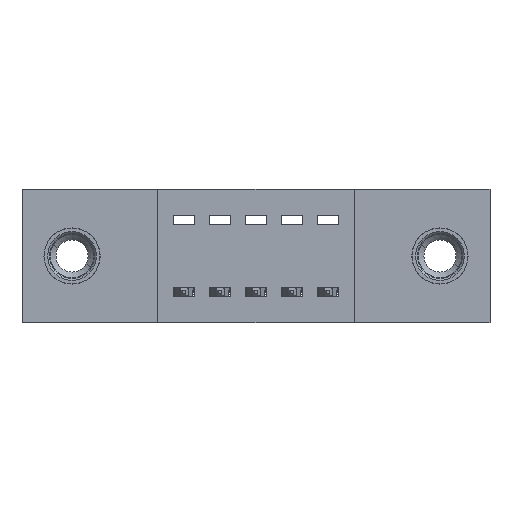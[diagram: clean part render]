
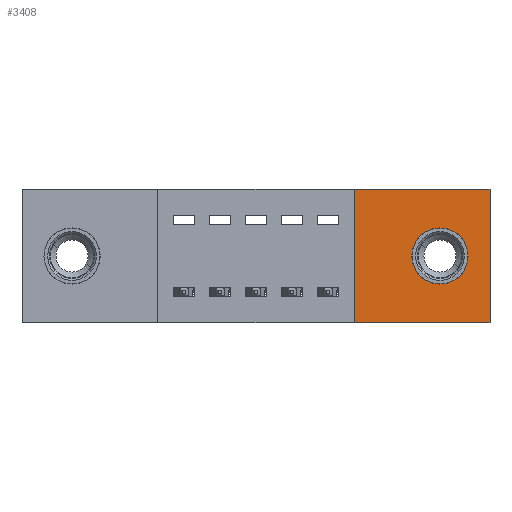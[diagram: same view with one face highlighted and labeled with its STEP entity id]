
A CAD part, front view. The second image highlights one B-rep face of the part: STEP entity #3408.
In plain terms, the highlighted planar face has unit normal (0, -1, 0).
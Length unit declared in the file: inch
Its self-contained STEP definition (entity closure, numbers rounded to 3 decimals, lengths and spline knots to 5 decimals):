
#6 = CARTESIAN_POINT ( 'NONE',  ( 1.161, 0., -0.263 ) ) ;
#33 = EDGE_LOOP ( 'NONE', ( #6891, #295 ) ) ;
#243 = VECTOR ( 'NONE', #2371, 39.37008 ) ;
#295 = ORIENTED_EDGE ( 'NONE', *, *, #6712, .T. ) ;
#321 = VECTOR ( 'NONE', #6561, 39.37008 ) ;
#387 = CIRCLE ( 'NONE', #8770, 0.078 ) ;
#649 = CARTESIAN_POINT ( 'NONE',  ( 0.923, 0., -0.37 ) ) ;
#732 = VECTOR ( 'NONE', #778, 39.37008 ) ;
#778 = DIRECTION ( 'NONE',  ( -1., 0., 0. ) ) ;
#861 = CARTESIAN_POINT ( 'NONE',  ( 0., 0., -0.37 ) ) ;
#1320 = ORIENTED_EDGE ( 'NONE', *, *, #2534, .F. ) ;
#1515 = CIRCLE ( 'NONE', #4626, 0.078 ) ;
#1908 = LINE ( 'NONE', #3757, #243 ) ;
#1983 = EDGE_CURVE ( 'NONE', #2159, #3437, #7886, .T. ) ;
#2159 = VERTEX_POINT ( 'NONE', #5411 ) ;
#2371 = DIRECTION ( 'NONE',  ( 0., 0., -1. ) ) ;
#2392 = EDGE_CURVE ( 'NONE', #8856, #6164, #387, .T. ) ;
#2534 = EDGE_CURVE ( 'NONE', #6680, #7582, #2581, .T. ) ;
#2541 = DIRECTION ( 'NONE',  ( 0., 0., -1. ) ) ;
#2559 = ORIENTED_EDGE ( 'NONE', *, *, #1983, .F. ) ;
#2574 = DIRECTION ( 'NONE',  ( 0., -1., 0. ) ) ;
#2581 = LINE ( 'NONE', #7260, #6492 ) ;
#2689 = PLANE ( 'NONE',  #5888 ) ;
#2760 = DIRECTION ( 'NONE',  ( 0., 1., 0. ) ) ;
#3337 = EDGE_LOOP ( 'NONE', ( #8798, #2559, #8805, #1320 ) ) ;
#3408 = ADVANCED_FACE ( 'NONE', ( #3458, #8660 ), #2689, .T. ) ;
#3437 = VERTEX_POINT ( 'NONE', #649 ) ;
#3458 = FACE_BOUND ( 'NONE', #33, .T. ) ;
#3757 = CARTESIAN_POINT ( 'NONE',  ( 1.3, 0., 0. ) ) ;
#3843 = LINE ( 'NONE', #6592, #321 ) ;
#4306 = CARTESIAN_POINT ( 'NONE',  ( 0., 0., -0.37 ) ) ;
#4468 = EDGE_CURVE ( 'NONE', #7582, #2159, #1908, .T. ) ;
#4626 = AXIS2_PLACEMENT_3D ( 'NONE', #6929, #2760, #7608 ) ;
#5411 = CARTESIAN_POINT ( 'NONE',  ( 1.3, 0., -0.37 ) ) ;
#5505 = CARTESIAN_POINT ( 'NONE',  ( 0.923, 0., 0. ) ) ;
#5807 = EDGE_CURVE ( 'NONE', #3437, #6680, #3843, .T. ) ;
#5888 = AXIS2_PLACEMENT_3D ( 'NONE', #4306, #2574, #2541 ) ;
#6108 = CARTESIAN_POINT ( 'NONE',  ( 1.161, 0., -0.107 ) ) ;
#6164 = VERTEX_POINT ( 'NONE', #6 ) ;
#6492 = VECTOR ( 'NONE', #6727, 39.37008 ) ;
#6561 = DIRECTION ( 'NONE',  ( 0., 0., 1. ) ) ;
#6592 = CARTESIAN_POINT ( 'NONE',  ( 0.923, 0., -0.37 ) ) ;
#6680 = VERTEX_POINT ( 'NONE', #5505 ) ;
#6712 = EDGE_CURVE ( 'NONE', #6164, #8856, #1515, .T. ) ;
#6727 = DIRECTION ( 'NONE',  ( 1., 0., 0. ) ) ;
#6891 = ORIENTED_EDGE ( 'NONE', *, *, #2392, .T. ) ;
#6929 = CARTESIAN_POINT ( 'NONE',  ( 1.161, 0., -0.185 ) ) ;
#7260 = CARTESIAN_POINT ( 'NONE',  ( 0., 0., 0. ) ) ;
#7582 = VERTEX_POINT ( 'NONE', #8588 ) ;
#7608 = DIRECTION ( 'NONE',  ( 0., 0., -1. ) ) ;
#7886 = LINE ( 'NONE', #861, #732 ) ;
#8369 = DIRECTION ( 'NONE',  ( 0., 0., -1. ) ) ;
#8588 = CARTESIAN_POINT ( 'NONE',  ( 1.3, 0., 0. ) ) ;
#8660 = FACE_OUTER_BOUND ( 'NONE', #3337, .T. ) ;
#8770 = AXIS2_PLACEMENT_3D ( 'NONE', #8892, #8847, #8369 ) ;
#8798 = ORIENTED_EDGE ( 'NONE', *, *, #5807, .F. ) ;
#8805 = ORIENTED_EDGE ( 'NONE', *, *, #4468, .F. ) ;
#8847 = DIRECTION ( 'NONE',  ( 0., 1., 0. ) ) ;
#8856 = VERTEX_POINT ( 'NONE', #6108 ) ;
#8892 = CARTESIAN_POINT ( 'NONE',  ( 1.161, 0., -0.185 ) ) ;
